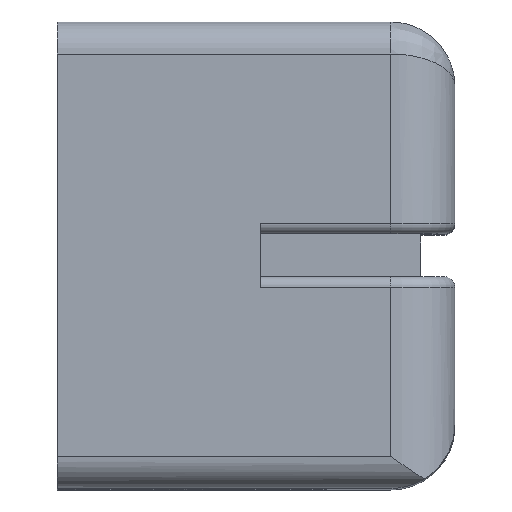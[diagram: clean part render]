
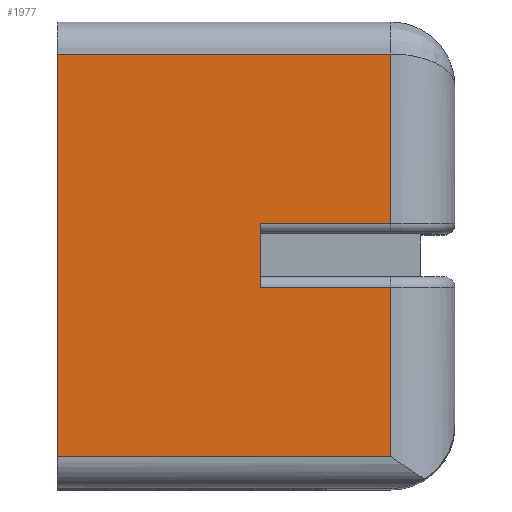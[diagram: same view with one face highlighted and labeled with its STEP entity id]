
A CAD part, top view. The second image highlights one B-rep face of the part: STEP entity #1977.
In plain terms, the highlighted planar face has unit normal (0, 0, 1).
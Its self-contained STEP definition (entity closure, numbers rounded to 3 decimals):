
#45=PLANE('',#2165);
#171=LINE('',#3254,#367);
#175=LINE('',#3285,#371);
#188=LINE('',#3313,#384);
#189=LINE('',#3316,#385);
#199=LINE('',#3379,#395);
#203=LINE('',#3464,#399);
#204=LINE('',#3465,#400);
#205=LINE('',#3466,#401);
#367=VECTOR('',#2479,10.);
#371=VECTOR('',#2521,10.);
#384=VECTOR('',#2546,10.);
#385=VECTOR('',#2549,10.);
#395=VECTOR('',#2591,10.);
#399=VECTOR('',#2615,10.);
#400=VECTOR('',#2616,10.);
#401=VECTOR('',#2617,10.);
#573=FACE_OUTER_BOUND('',#679,.T.);
#679=EDGE_LOOP('',(#1639,#1640,#1641,#1642,#1643,#1644,#1645,#1646));
#928=VERTEX_POINT('',#3251);
#929=VERTEX_POINT('',#3253);
#936=VERTEX_POINT('',#3279);
#937=VERTEX_POINT('',#3283);
#946=VERTEX_POINT('',#3311);
#947=VERTEX_POINT('',#3315);
#966=VERTEX_POINT('',#3378);
#971=VERTEX_POINT('',#3463);
#1153=EDGE_CURVE('',#928,#929,#171,.T.);
#1169=EDGE_CURVE('',#937,#936,#175,.T.);
#1183=EDGE_CURVE('',#946,#928,#188,.T.);
#1184=EDGE_CURVE('',#936,#947,#189,.T.);
#1208=EDGE_CURVE('',#947,#966,#199,.T.);
#1219=EDGE_CURVE('',#971,#946,#203,.T.);
#1220=EDGE_CURVE('',#966,#971,#204,.T.);
#1221=EDGE_CURVE('',#937,#929,#205,.T.);
#1639=ORIENTED_EDGE('',*,*,#1153,.F.);
#1640=ORIENTED_EDGE('',*,*,#1183,.F.);
#1641=ORIENTED_EDGE('',*,*,#1219,.F.);
#1642=ORIENTED_EDGE('',*,*,#1220,.F.);
#1643=ORIENTED_EDGE('',*,*,#1208,.F.);
#1644=ORIENTED_EDGE('',*,*,#1184,.F.);
#1645=ORIENTED_EDGE('',*,*,#1169,.F.);
#1646=ORIENTED_EDGE('',*,*,#1221,.T.);
#1977=ADVANCED_FACE('',(#573),#45,.T.);
#2165=AXIS2_PLACEMENT_3D('',#3462,#2613,#2614);
#2479=DIRECTION('',(-1.,0.,0.));
#2521=DIRECTION('',(1.,0.,0.));
#2546=DIRECTION('',(0.,-1.,0.));
#2549=DIRECTION('',(0.,-1.,0.));
#2591=DIRECTION('',(-1.,0.,0.));
#2613=DIRECTION('center_axis',(0.,0.,1.));
#2614=DIRECTION('ref_axis',(0.,-1.,0.));
#2615=DIRECTION('',(1.,0.,0.));
#2616=DIRECTION('',(0.,1.,0.));
#2617=DIRECTION('',(0.,1.,0.));
#3251=CARTESIAN_POINT('',(-1.4,1.5,36.2));
#3253=CARTESIAN_POINT('',(-7.5,1.5,36.2));
#3254=CARTESIAN_POINT('',(0.,1.5,36.2));
#3279=CARTESIAN_POINT('',(-1.4,-1.5,36.2));
#3283=CARTESIAN_POINT('',(-7.5,-1.5,36.2));
#3285=CARTESIAN_POINT('',(-3.75,-1.5,36.2));
#3311=CARTESIAN_POINT('',(-1.4,9.4,36.2));
#3313=CARTESIAN_POINT('',(-1.4,5.45,36.2));
#3315=CARTESIAN_POINT('',(-1.4,-9.4,36.2));
#3316=CARTESIAN_POINT('',(-1.4,5.45,36.2));
#3378=CARTESIAN_POINT('',(-17.,-9.4,36.2));
#3379=CARTESIAN_POINT('',(0.,-9.4,36.2));
#3462=CARTESIAN_POINT('Origin',(0.,10.9,36.2));
#3463=CARTESIAN_POINT('',(-17.,9.4,36.2));
#3464=CARTESIAN_POINT('',(0.,9.4,36.2));
#3465=CARTESIAN_POINT('',(-17.,10.9,36.2));
#3466=CARTESIAN_POINT('',(-7.5,5.95,36.2));
